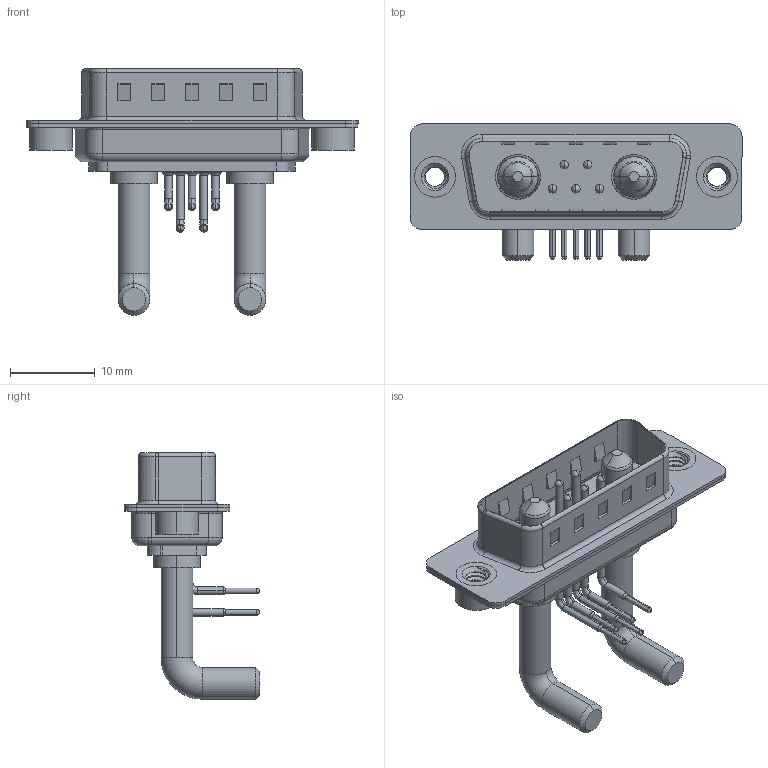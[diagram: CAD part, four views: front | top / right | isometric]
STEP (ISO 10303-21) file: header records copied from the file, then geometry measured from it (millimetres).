
FILE_DESCRIPTION (( 'STEP AP203' ), '1' );
FILE_NAME ('629-7W2-250-4N2.STEP', '2022-05-06T15:35:06', ( '' ), ( '' ), 'SwSTEP 2.0', 'SolidWorks 2020', '' );
FILE_SCHEMA (( 'CONFIG_CONTROL_DESIGN' ));
Length unit declared in the file: millimetre
Products named in the file (8): 629Combo Shell Rear_15 Contacts; 629Combo Contact Row 2; Power Pin_Ext 40A RA; 629Combo Threaded Rivet_2; 629-7W2-250-4N2; 629Combo Shell Front_15 Contacts; 629Combo Contact Row 1; 629Combo Housing_7W2
Assembly tree (12 placements, depth 2):
  629-7W2-250-4N2
    629Combo Housing_7W2
    629Combo Shell Rear_15 Contacts
    629Combo Shell Front_15 Contacts
    629Combo Threaded Rivet_2  x2
    Power Pin_Ext 40A RA  x2
    629Combo Contact Row 1  x2
    629Combo Contact Row 2  x3
Bounding box: 39.2 x 16.05 x 29.11 mm (x, y, z)
Volume: 2458.4 mm3; surface area: 5350.1 mm2
Topology: 14 solids, 14 shells, 976 faces, 2595 edges, 1664 vertices
Faces by surface type: plane 479, cylinder 355, torus 58, cone 46, bspline 38
Entity records: 20921 total; most frequent: CARTESIAN_POINT 4909, DIRECTION 3245, ORIENTED_EDGE 3092, EDGE_CURVE 1546, AXIS2_PLACEMENT_3D 1152, VERTEX_POINT 992, VECTOR 941, LINE 941
